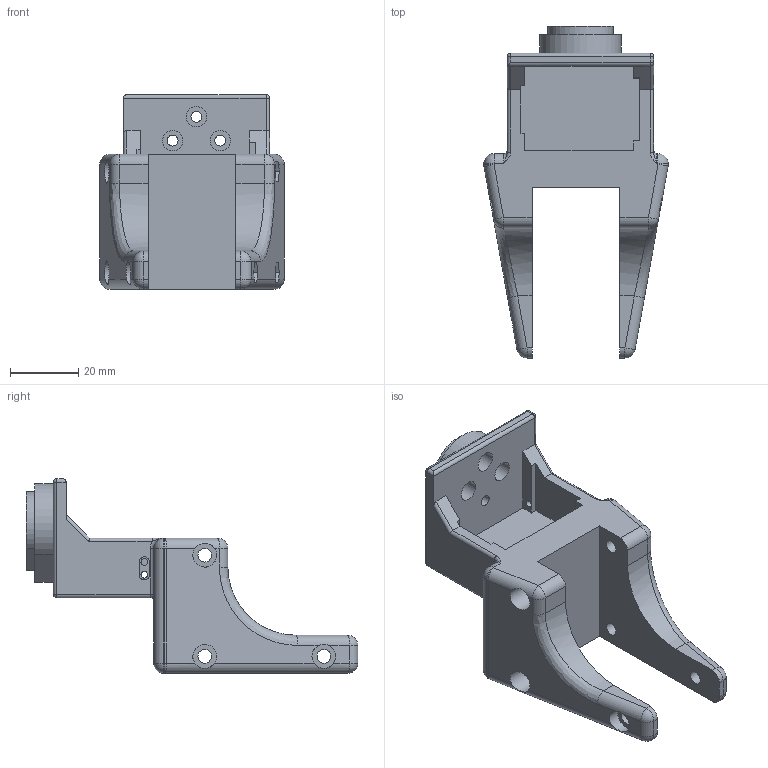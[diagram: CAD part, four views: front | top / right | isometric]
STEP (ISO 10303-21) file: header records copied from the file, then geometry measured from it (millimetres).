
FILE_DESCRIPTION(/* description */ ('STEP AP242','CAx-IF Rec.Pracs.---Representation and Presentation of Product Manufacturing Information (PMI)---4.0---2014-10-13','CAx-IF Rec.Pracs.---3D Tessellated Geometry---0.4---2014-09-14','2;1'),/* implementation_level */ '2;1');
FILE_NAME(/* name */ 'GripperHolder_Stationary - Part 1',/* time_stamp */ '2025-08-26T16:43:13Z',/* author */ (''),/* organization */ (''),/* preprocessor_version */ 'ST-DEVELOPER v20',/* originating_system */ 'ONSHAPE BY PTC INC, 1.202',/* authorisation */ ' ');
FILE_SCHEMA (('AP242_MANAGED_MODEL_BASED_3D_ENGINEERING_MIM_LF { 1 0 10303 442 1 1 4 }'));
Length unit declared in the file: metre
Products named in the file (1): Part 1
Bounding box: 54.2 x 97.5 x 57.22 mm (x, y, z)
Volume: 53972.4 mm3; surface area: 19818.2 mm2
Topology: 1 solids, 1 shells, 173 faces, 441 edges, 259 vertices
Faces by surface type: plane 76, cylinder 72, sphere 17, bspline 4, torus 4
Full cylindrical faces by diameter (mm): 2 x4, 3.2 x4, 4 x8, 5.8 x1, 6 x3, 7 x3
Entity records: 5006 total; most frequent: CARTESIAN_POINT 934, DIRECTION 873, ORIENTED_EDGE 782, EDGE_CURVE 391, AXIS2_PLACEMENT_3D 321, VERTEX_POINT 251, EDGE_LOOP 232, FACE_BOUND 232
